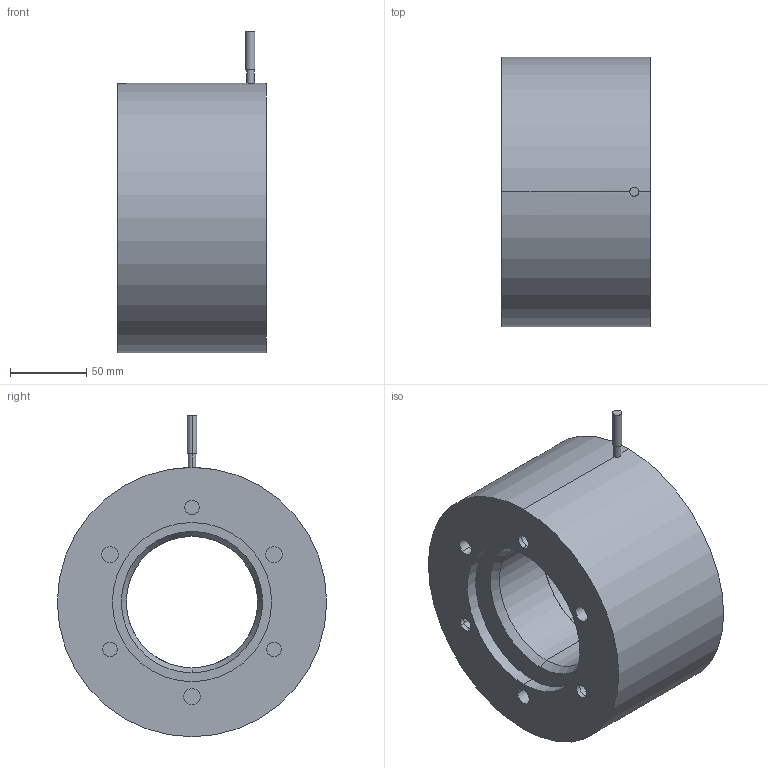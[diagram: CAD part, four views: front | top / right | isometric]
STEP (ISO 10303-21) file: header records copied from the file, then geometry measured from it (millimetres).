
FILE_DESCRIPTION(('starvars output'),'2;1');
FILE_NAME('cv20170217080520000030650.stp','08:05:20 2017/02/17',( 'Thomas Industrial Network Germany GmbH'),( 'Thomas Industrial Network Germany GmbH'),'unknown preprocess','ACIS' ,'unknown authorization');
FILE_SCHEMA(('CONFIG_CONTROL_DESIGN {UNKNOWN IMPLEMENTATION LEVEL}'));
Length unit declared in the file: millimetre
Products named in the file (1): PRODUCT_ID_7
Bounding box: 97.54 x 177.04 x 211.33 mm (x, y, z)
Volume: 1690494.1 mm3; surface area: 144507.8 mm2
Topology: 1 solids, 1 shells, 72 faces, 158 edges, 99 vertices
Faces by surface type: cylinder 40, cone 18, plane 14
Entity records: 1763 total; most frequent: ORIENTED_EDGE 316, CARTESIAN_POINT 287, DIRECTION 241, EDGE_CURVE 158, VERTEX_POINT 99, EDGE_LOOP 97, FACE_BOUND 97, AXIS2_PLACEMENT_3D 91
